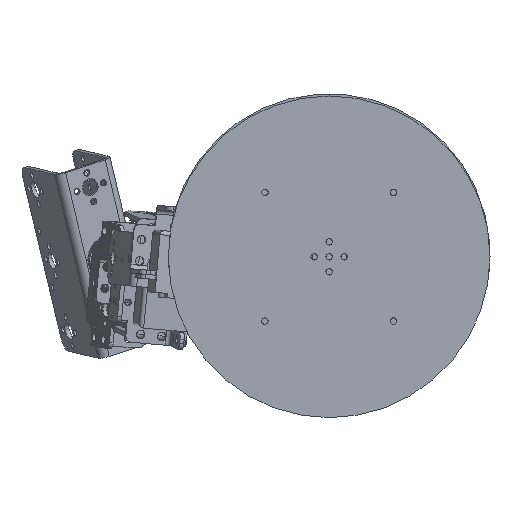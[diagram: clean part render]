
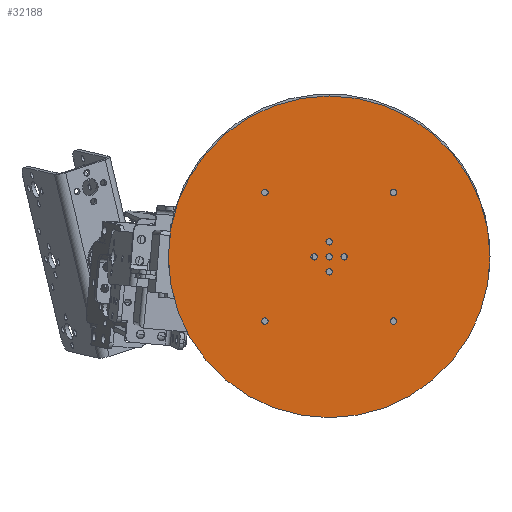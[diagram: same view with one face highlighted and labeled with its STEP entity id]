
A CAD part, front view. The second image highlights one B-rep face of the part: STEP entity #32188.
In plain terms, the highlighted planar face has unit normal (0, -1, 0).
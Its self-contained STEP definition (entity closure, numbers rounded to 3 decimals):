
#5045=PLANE('',#34486);
#6974=FACE_BOUND('',#10347,.T.);
#6975=FACE_BOUND('',#10348,.T.);
#6976=FACE_BOUND('',#10349,.T.);
#6977=FACE_BOUND('',#10350,.T.);
#6978=FACE_BOUND('',#10351,.T.);
#6979=FACE_BOUND('',#10352,.T.);
#6980=FACE_BOUND('',#10353,.T.);
#6981=FACE_BOUND('',#10354,.T.);
#6982=FACE_BOUND('',#10355,.T.);
#8236=FACE_OUTER_BOUND('',#10346,.T.);
#10346=EDGE_LOOP('',(#23145));
#10347=EDGE_LOOP('',(#23146));
#10348=EDGE_LOOP('',(#23147));
#10349=EDGE_LOOP('',(#23148));
#10350=EDGE_LOOP('',(#23149));
#10351=EDGE_LOOP('',(#23150));
#10352=EDGE_LOOP('',(#23151));
#10353=EDGE_LOOP('',(#23152));
#10354=EDGE_LOOP('',(#23153));
#10355=EDGE_LOOP('',(#23154));
#13084=CIRCLE('',#34093,1.5);
#13086=CIRCLE('',#34096,1.5);
#13088=CIRCLE('',#34099,1.5);
#13263=CIRCLE('',#34483,1.5);
#13264=CIRCLE('',#34485,75.);
#13265=CIRCLE('',#34487,1.5);
#13266=CIRCLE('',#34488,1.5);
#13267=CIRCLE('',#34489,1.5);
#13268=CIRCLE('',#34490,1.5);
#13269=CIRCLE('',#34491,1.5);
#14904=VERTEX_POINT('',#48141);
#14906=VERTEX_POINT('',#48146);
#14908=VERTEX_POINT('',#48151);
#15168=VERTEX_POINT('',#48920);
#15169=VERTEX_POINT('',#48923);
#15170=VERTEX_POINT('',#48926);
#15171=VERTEX_POINT('',#48928);
#15172=VERTEX_POINT('',#48930);
#15173=VERTEX_POINT('',#48932);
#15174=VERTEX_POINT('',#48934);
#17981=EDGE_CURVE('',#14904,#14904,#13084,.T.);
#17983=EDGE_CURVE('',#14906,#14906,#13086,.T.);
#17985=EDGE_CURVE('',#14908,#14908,#13088,.T.);
#18285=EDGE_CURVE('',#15168,#15168,#13263,.T.);
#18286=EDGE_CURVE('',#15169,#15169,#13264,.T.);
#18287=EDGE_CURVE('',#15170,#15170,#13265,.T.);
#18288=EDGE_CURVE('',#15171,#15171,#13266,.T.);
#18289=EDGE_CURVE('',#15172,#15172,#13267,.T.);
#18290=EDGE_CURVE('',#15173,#15173,#13268,.T.);
#18291=EDGE_CURVE('',#15174,#15174,#13269,.T.);
#23145=ORIENTED_EDGE('',*,*,#18286,.F.);
#23146=ORIENTED_EDGE('',*,*,#17983,.T.);
#23147=ORIENTED_EDGE('',*,*,#18285,.T.);
#23148=ORIENTED_EDGE('',*,*,#17985,.T.);
#23149=ORIENTED_EDGE('',*,*,#17981,.T.);
#23150=ORIENTED_EDGE('',*,*,#18287,.T.);
#23151=ORIENTED_EDGE('',*,*,#18288,.T.);
#23152=ORIENTED_EDGE('',*,*,#18289,.T.);
#23153=ORIENTED_EDGE('',*,*,#18290,.T.);
#23154=ORIENTED_EDGE('',*,*,#18291,.T.);
#32188=ADVANCED_FACE('',(#8236,#6974,#6975,#6976,#6977,#6978,#6979,#6980,
#6981,#6982),#5045,.F.);
#34093=AXIS2_PLACEMENT_3D('',#48142,#38031,#38032);
#34096=AXIS2_PLACEMENT_3D('',#48147,#38037,#38038);
#34099=AXIS2_PLACEMENT_3D('',#48152,#38043,#38044);
#34483=AXIS2_PLACEMENT_3D('',#48921,#38936,#38937);
#34485=AXIS2_PLACEMENT_3D('',#48924,#38940,#38941);
#34486=AXIS2_PLACEMENT_3D('',#48925,#38942,#38943);
#34487=AXIS2_PLACEMENT_3D('',#48927,#38944,#38945);
#34488=AXIS2_PLACEMENT_3D('',#48929,#38946,#38947);
#34489=AXIS2_PLACEMENT_3D('',#48931,#38948,#38949);
#34490=AXIS2_PLACEMENT_3D('',#48933,#38950,#38951);
#34491=AXIS2_PLACEMENT_3D('',#48935,#38952,#38953);
#38031=DIRECTION('center_axis',(0.,1.,0.));
#38032=DIRECTION('ref_axis',(0.,0.,1.));
#38037=DIRECTION('center_axis',(0.,1.,0.));
#38038=DIRECTION('ref_axis',(0.,0.,1.));
#38043=DIRECTION('center_axis',(0.,1.,0.));
#38044=DIRECTION('ref_axis',(0.,0.,1.));
#38936=DIRECTION('center_axis',(0.,1.,0.));
#38937=DIRECTION('ref_axis',(0.,0.,1.));
#38940=DIRECTION('center_axis',(0.,1.,0.));
#38941=DIRECTION('ref_axis',(0.,0.,1.));
#38942=DIRECTION('center_axis',(0.,1.,0.));
#38943=DIRECTION('ref_axis',(0.,0.,1.));
#38944=DIRECTION('center_axis',(0.,1.,0.));
#38945=DIRECTION('ref_axis',(0.,0.,1.));
#38946=DIRECTION('center_axis',(0.,1.,0.));
#38947=DIRECTION('ref_axis',(0.,0.,1.));
#38948=DIRECTION('center_axis',(0.,1.,0.));
#38949=DIRECTION('ref_axis',(0.,0.,1.));
#38950=DIRECTION('center_axis',(0.,1.,0.));
#38951=DIRECTION('ref_axis',(0.,0.,1.));
#38952=DIRECTION('center_axis',(0.,1.,0.));
#38953=DIRECTION('ref_axis',(0.,0.,1.));
#48141=CARTESIAN_POINT('',(22.058,-25.5,39.));
#48142=CARTESIAN_POINT('Origin',(22.058,-25.5,37.5));
#48146=CARTESIAN_POINT('',(-37.942,-25.5,39.));
#48147=CARTESIAN_POINT('Origin',(-37.942,-25.5,37.5));
#48151=CARTESIAN_POINT('',(-37.942,-25.5,99.));
#48152=CARTESIAN_POINT('Origin',(-37.942,-25.5,97.5));
#48920=CARTESIAN_POINT('',(22.058,-25.5,99.));
#48921=CARTESIAN_POINT('Origin',(22.058,-25.5,97.5));
#48923=CARTESIAN_POINT('',(-7.942,-25.5,-7.5));
#48924=CARTESIAN_POINT('Origin',(-7.942,-25.5,67.5));
#48925=CARTESIAN_POINT('Origin',(-7.942,-25.5,67.5));
#48926=CARTESIAN_POINT('',(-14.942,-25.5,69.));
#48927=CARTESIAN_POINT('Origin',(-14.942,-25.5,67.5));
#48928=CARTESIAN_POINT('',(-7.942,-25.5,76.));
#48929=CARTESIAN_POINT('Origin',(-7.942,-25.5,74.5));
#48930=CARTESIAN_POINT('',(-0.942,-25.5,69.));
#48931=CARTESIAN_POINT('Origin',(-0.942,-25.5,67.5));
#48932=CARTESIAN_POINT('',(-7.942,-25.5,69.));
#48933=CARTESIAN_POINT('Origin',(-7.942,-25.5,67.5));
#48934=CARTESIAN_POINT('',(-7.942,-25.5,62.));
#48935=CARTESIAN_POINT('Origin',(-7.942,-25.5,60.5));
